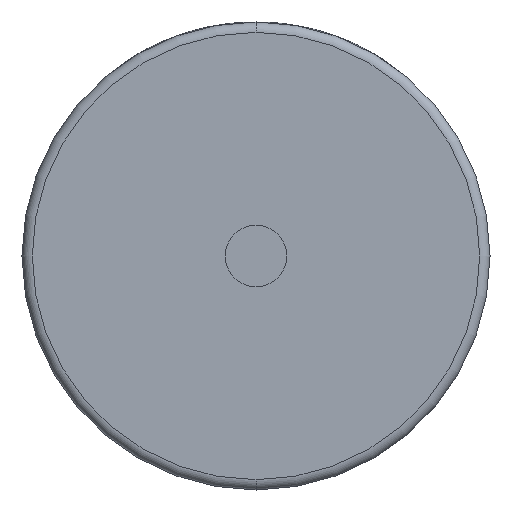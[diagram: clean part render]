
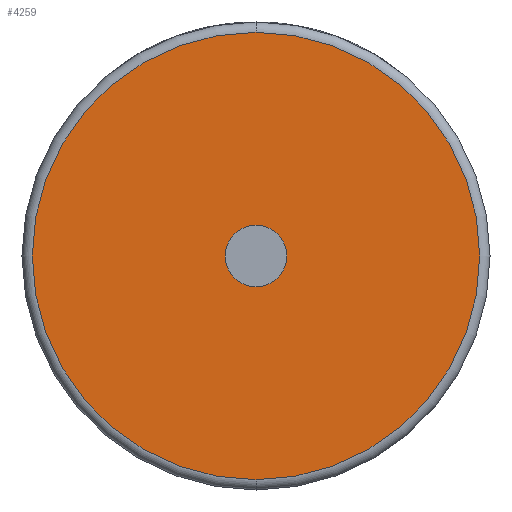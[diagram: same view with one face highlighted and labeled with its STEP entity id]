
A CAD part, front view. The second image highlights one B-rep face of the part: STEP entity #4259.
In plain terms, the highlighted planar face has unit normal (0, -1, 0).
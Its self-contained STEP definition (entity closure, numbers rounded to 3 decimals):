
#40 = AXIS2_PLACEMENT_3D ( 'NONE', #2295, #3352, #462 ) ;
#52 = AXIS2_PLACEMENT_3D ( 'NONE', #983, #624, #241 ) ;
#147 = EDGE_CURVE ( 'NONE', #2547, #4559, #2908, .T. ) ;
#241 = DIRECTION ( 'NONE',  ( 0., 0., 1. ) ) ;
#309 = AXIS2_PLACEMENT_3D ( 'NONE', #4069, #3681, #3357 ) ;
#447 = CIRCLE ( 'NONE', #309, 6. ) ;
#451 = CARTESIAN_POINT ( 'NONE',  ( 0., 0., -43.5 ) ) ;
#462 = DIRECTION ( 'NONE',  ( 0., 0., 1. ) ) ;
#624 = DIRECTION ( 'NONE',  ( 0., -1., 0. ) ) ;
#668 = DIRECTION ( 'NONE',  ( 0., 0., 1. ) ) ;
#681 = CARTESIAN_POINT ( 'NONE',  ( 0., 0., -6. ) ) ;
#779 = DIRECTION ( 'NONE',  ( 0., 0., 1. ) ) ;
#983 = CARTESIAN_POINT ( 'NONE',  ( 0., 0., 0. ) ) ;
#1035 = PLANE ( 'NONE',  #3208 ) ;
#1173 = FACE_BOUND ( 'NONE', #2125, .T. ) ;
#1354 = VERTEX_POINT ( 'NONE', #681 ) ;
#1399 = DIRECTION ( 'NONE',  ( 0., 1., 0. ) ) ;
#1431 = EDGE_CURVE ( 'NONE', #3489, #1354, #4663, .T. ) ;
#1493 = EDGE_CURVE ( 'NONE', #1354, #3489, #447, .T. ) ;
#1515 = ORIENTED_EDGE ( 'NONE', *, *, #1431, .F. ) ;
#1690 = FACE_OUTER_BOUND ( 'NONE', #1776, .T. ) ;
#1776 = EDGE_LOOP ( 'NONE', ( #3234, #4387 ) ) ;
#2125 = EDGE_LOOP ( 'NONE', ( #1515, #2790 ) ) ;
#2182 = CARTESIAN_POINT ( 'NONE',  ( 0., 0., 0. ) ) ;
#2295 = CARTESIAN_POINT ( 'NONE',  ( 0., 0., 0. ) ) ;
#2547 = VERTEX_POINT ( 'NONE', #2694 ) ;
#2694 = CARTESIAN_POINT ( 'NONE',  ( 0., 0., 43.5 ) ) ;
#2790 = ORIENTED_EDGE ( 'NONE', *, *, #1493, .F. ) ;
#2908 = CIRCLE ( 'NONE', #52, 43.5 ) ;
#3208 = AXIS2_PLACEMENT_3D ( 'NONE', #4606, #1399, #668 ) ;
#3231 = DIRECTION ( 'NONE',  ( 0., -1., 0. ) ) ;
#3234 = ORIENTED_EDGE ( 'NONE', *, *, #147, .T. ) ;
#3352 = DIRECTION ( 'NONE',  ( 0., -1., 0. ) ) ;
#3357 = DIRECTION ( 'NONE',  ( 0., 0., 1. ) ) ;
#3489 = VERTEX_POINT ( 'NONE', #4341 ) ;
#3528 = CIRCLE ( 'NONE', #40, 43.5 ) ;
#3681 = DIRECTION ( 'NONE',  ( 0., -1., 0. ) ) ;
#3803 = EDGE_CURVE ( 'NONE', #4559, #2547, #3528, .T. ) ;
#4013 = AXIS2_PLACEMENT_3D ( 'NONE', #2182, #3231, #779 ) ;
#4069 = CARTESIAN_POINT ( 'NONE',  ( 0., 0., 0. ) ) ;
#4259 = ADVANCED_FACE ( 'NONE', ( #1690, #1173 ), #1035, .F. ) ;
#4341 = CARTESIAN_POINT ( 'NONE',  ( 0., 0., 6. ) ) ;
#4387 = ORIENTED_EDGE ( 'NONE', *, *, #3803, .T. ) ;
#4559 = VERTEX_POINT ( 'NONE', #451 ) ;
#4606 = CARTESIAN_POINT ( 'NONE',  ( 0., 0., 0. ) ) ;
#4663 = CIRCLE ( 'NONE', #4013, 6. ) ;
